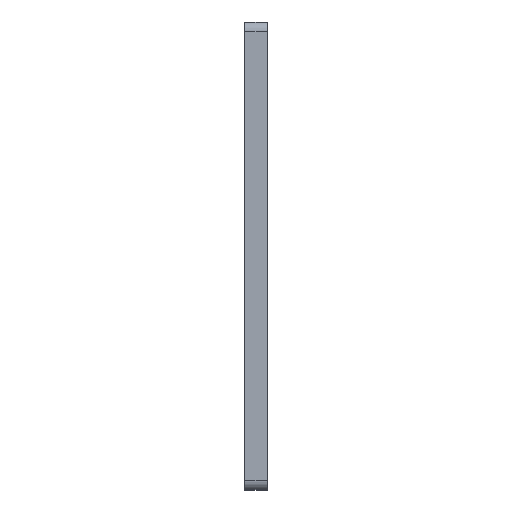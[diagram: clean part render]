
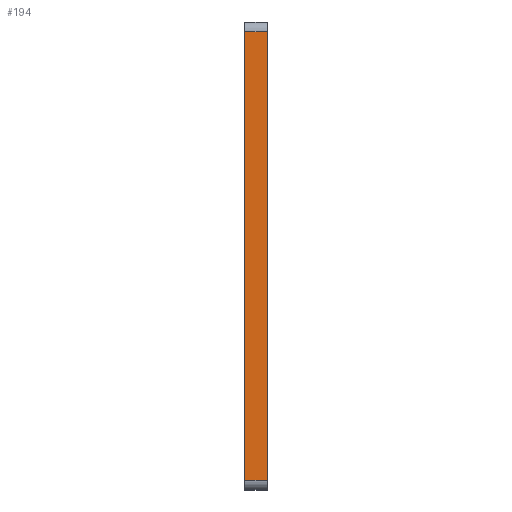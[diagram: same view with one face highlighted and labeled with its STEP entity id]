
A CAD part, left-side view. The second image highlights one B-rep face of the part: STEP entity #194.
In plain terms, the highlighted planar face has unit normal (-1, 0, 0).
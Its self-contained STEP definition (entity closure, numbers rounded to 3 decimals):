
#19 = CARTESIAN_POINT ( 'NONE',  ( -32., 2.286, -47. ) ) ;
#42 = CARTESIAN_POINT ( 'NONE',  ( -32., 0., -47. ) ) ;
#91 = VECTOR ( 'NONE', #478, 1000. ) ;
#113 = DIRECTION ( 'NONE',  ( 1., 0., 0. ) ) ;
#116 = DIRECTION ( 'NONE',  ( 0., 0., -1. ) ) ;
#194 = ADVANCED_FACE ( 'NONE', ( #959 ), #990, .F. ) ;
#199 = EDGE_LOOP ( 'NONE', ( #789, #1224, #322, #213 ) ) ;
#212 = VECTOR ( 'NONE', #842, 1000. ) ;
#213 = ORIENTED_EDGE ( 'NONE', *, *, #624, .T. ) ;
#220 = LINE ( 'NONE', #811, #212 ) ;
#320 = CARTESIAN_POINT ( 'NONE',  ( -32., 59.975, 0. ) ) ;
#322 = ORIENTED_EDGE ( 'NONE', *, *, #630, .T. ) ;
#327 = LINE ( 'NONE', #493, #91 ) ;
#373 = LINE ( 'NONE', #739, #585 ) ;
#388 = VERTEX_POINT ( 'NONE', #19 ) ;
#439 = VECTOR ( 'NONE', #667, 1000. ) ;
#450 = VERTEX_POINT ( 'NONE', #42 ) ;
#478 = DIRECTION ( 'NONE',  ( 0., 0., 1. ) ) ;
#493 = CARTESIAN_POINT ( 'NONE',  ( -32., 2.286, 0. ) ) ;
#505 = DIRECTION ( 'NONE',  ( 0., 0., 1. ) ) ;
#533 = EDGE_CURVE ( 'NONE', #388, #1080, #327, .T. ) ;
#572 = CARTESIAN_POINT ( 'NONE',  ( -32., 0., -1. ) ) ;
#585 = VECTOR ( 'NONE', #505, 1000. ) ;
#586 = CARTESIAN_POINT ( 'NONE',  ( -32., 2.286, -1. ) ) ;
#624 = EDGE_CURVE ( 'NONE', #631, #1080, #220, .T. ) ;
#630 = EDGE_CURVE ( 'NONE', #450, #631, #373, .T. ) ;
#631 = VERTEX_POINT ( 'NONE', #572 ) ;
#658 = CARTESIAN_POINT ( 'NONE',  ( -32., 0., -47. ) ) ;
#667 = DIRECTION ( 'NONE',  ( 0., -1., 0. ) ) ;
#739 = CARTESIAN_POINT ( 'NONE',  ( -32., 0., 0. ) ) ;
#789 = ORIENTED_EDGE ( 'NONE', *, *, #533, .F. ) ;
#811 = CARTESIAN_POINT ( 'NONE',  ( -32., 2.286, -1. ) ) ;
#842 = DIRECTION ( 'NONE',  ( 0., 1., 0. ) ) ;
#959 = FACE_OUTER_BOUND ( 'NONE', #199, .T. ) ;
#990 = PLANE ( 'NONE',  #1146 ) ;
#1023 = EDGE_CURVE ( 'NONE', #388, #450, #1043, .T. ) ;
#1043 = LINE ( 'NONE', #658, #439 ) ;
#1080 = VERTEX_POINT ( 'NONE', #586 ) ;
#1146 = AXIS2_PLACEMENT_3D ( 'NONE', #320, #113, #116 ) ;
#1224 = ORIENTED_EDGE ( 'NONE', *, *, #1023, .T. ) ;
